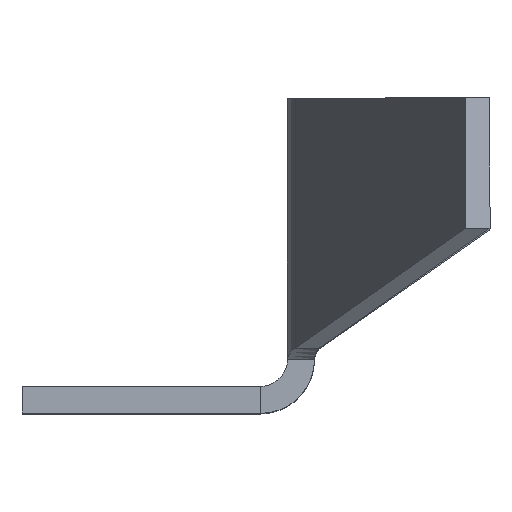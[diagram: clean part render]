
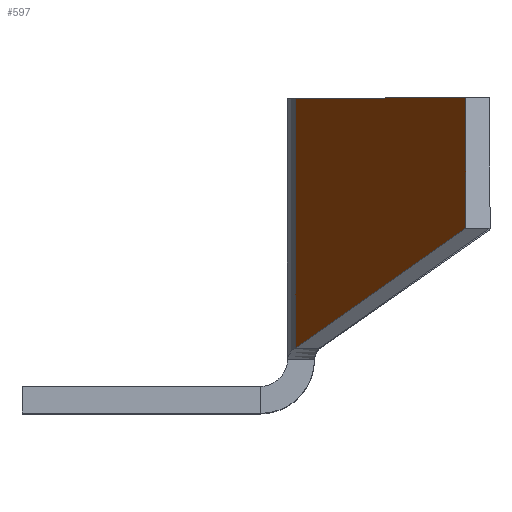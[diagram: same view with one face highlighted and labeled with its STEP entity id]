
A CAD part, top view. The second image highlights one B-rep face of the part: STEP entity #597.
In plain terms, the highlighted planar face has unit normal (-0.895, 0, 0.445).
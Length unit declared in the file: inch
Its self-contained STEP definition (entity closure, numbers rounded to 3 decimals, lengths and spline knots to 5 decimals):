
#14 = LINE ( 'NONE', #339, #968 ) ;
#41 = ORIENTED_EDGE ( 'NONE', *, *, #840, .F. ) ;
#130 = VECTOR ( 'NONE', #372, 39.37008 ) ;
#169 = CARTESIAN_POINT ( 'NONE',  ( 0.07213, 0.07, 0.121 ) ) ;
#182 = VERTEX_POINT ( 'NONE', #640 ) ;
#193 = ORIENTED_EDGE ( 'NONE', *, *, #947, .F. ) ;
#200 = LINE ( 'NONE', #576, #969 ) ;
#210 = FACE_OUTER_BOUND ( 'NONE', #795, .T. ) ;
#248 = VERTEX_POINT ( 'NONE', #1051 ) ;
#292 = ORIENTED_EDGE ( 'NONE', *, *, #423, .F. ) ;
#339 = CARTESIAN_POINT ( 'NONE',  ( 0.03386, 0.01425, 0.04399 ) ) ;
#372 = DIRECTION ( 'NONE',  ( 0.445, 0., 0.896 ) ) ;
#423 = EDGE_CURVE ( 'NONE', #248, #182, #14, .T. ) ;
#432 = VECTOR ( 'NONE', #642, 39.37008 ) ;
#445 = LINE ( 'NONE', #775, #130 ) ;
#461 = DIRECTION ( 'NONE',  ( 0.445, 0., 0.896 ) ) ;
#479 = DIRECTION ( 'NONE',  ( 0., 1., 0. ) ) ;
#525 = CARTESIAN_POINT ( 'NONE',  ( 0.03417, 0.07, 0.04462 ) ) ;
#576 = CARTESIAN_POINT ( 'NONE',  ( 0.07213, 0.012, 0.121 ) ) ;
#597 = ADVANCED_FACE ( 'NONE', ( #210 ), #857, .T. ) ;
#636 = EDGE_CURVE ( 'NONE', #248, #714, #200, .T. ) ;
#638 = CARTESIAN_POINT ( 'NONE',  ( 0.03417, 0.012, 0.04462 ) ) ;
#640 = CARTESIAN_POINT ( 'NONE',  ( 0.03417, 0.01447, 0.04462 ) ) ;
#642 = DIRECTION ( 'NONE',  ( 0., 1., 0. ) ) ;
#701 = CARTESIAN_POINT ( 'NONE',  ( 0.03417, 0.012, 0.04462 ) ) ;
#714 = VERTEX_POINT ( 'NONE', #169 ) ;
#719 = LINE ( 'NONE', #638, #432 ) ;
#775 = CARTESIAN_POINT ( 'NONE',  ( 0.03417, 0.07, 0.04462 ) ) ;
#795 = EDGE_LOOP ( 'NONE', ( #292, #830, #41, #193 ) ) ;
#830 = ORIENTED_EDGE ( 'NONE', *, *, #636, .T. ) ;
#840 = EDGE_CURVE ( 'NONE', #888, #714, #445, .T. ) ;
#846 = DIRECTION ( 'NONE',  ( -0.425, -0.297, -0.855 ) ) ;
#857 = PLANE ( 'NONE',  #1017 ) ;
#888 = VERTEX_POINT ( 'NONE', #525 ) ;
#947 = EDGE_CURVE ( 'NONE', #182, #888, #719, .T. ) ;
#968 = VECTOR ( 'NONE', #846, 39.37008 ) ;
#969 = VECTOR ( 'NONE', #479, 39.37008 ) ;
#1017 = AXIS2_PLACEMENT_3D ( 'NONE', #701, #1030, #461 ) ;
#1030 = DIRECTION ( 'NONE',  ( -0.896, 0., 0.445 ) ) ;
#1051 = CARTESIAN_POINT ( 'NONE',  ( 0.07213, 0.041, 0.121 ) ) ;
